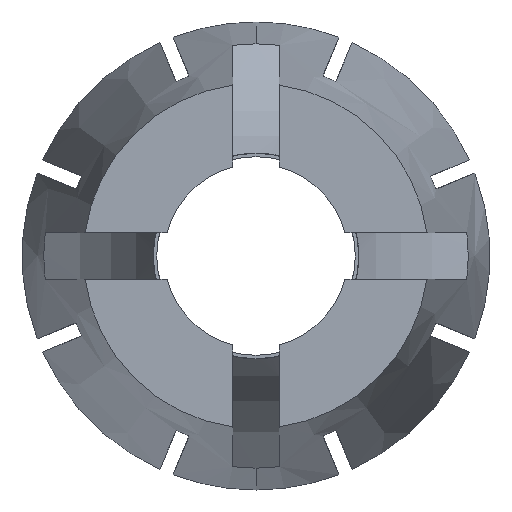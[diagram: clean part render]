
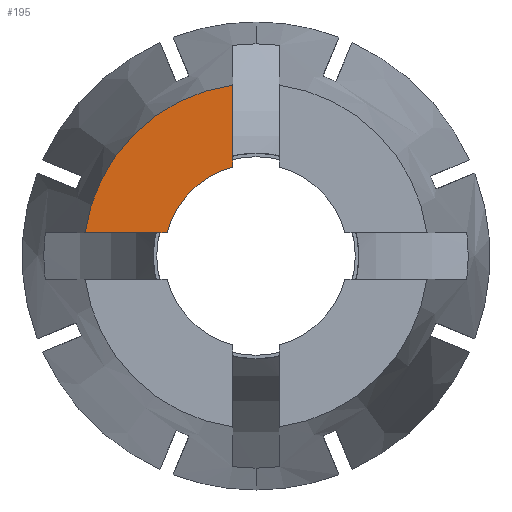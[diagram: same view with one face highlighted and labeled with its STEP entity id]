
A CAD part, left-side view. The second image highlights one B-rep face of the part: STEP entity #195.
In plain terms, the highlighted planar face has unit normal (-1, 0, 0).
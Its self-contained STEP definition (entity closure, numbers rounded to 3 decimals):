
#26 = CARTESIAN_POINT ( 'NONE',  ( -40., 0., 0. ) ) ;
#90 = DIRECTION ( 'NONE',  ( -1., 0., 0. ) ) ;
#195 = ADVANCED_FACE ( 'NONE', ( #2678 ), #410, .T. ) ;
#311 = DIRECTION ( 'NONE',  ( 1., 0., 0. ) ) ;
#347 = DIRECTION ( 'NONE',  ( 0., 0., -1. ) ) ;
#350 = AXIS2_PLACEMENT_3D ( 'NONE', #2207, #311, #2537 ) ;
#355 = EDGE_CURVE ( 'NONE', #2424, #1833, #1444, .T. ) ;
#410 = PLANE ( 'NONE',  #1508 ) ;
#503 = CARTESIAN_POINT ( 'NONE',  ( -40., 6.272, 1.65 ) ) ;
#588 = VECTOR ( 'NONE', #763, 1000. ) ;
#623 = ORIENTED_EDGE ( 'NONE', *, *, #355, .T. ) ;
#763 = DIRECTION ( 'NONE',  ( 0., 0., 1. ) ) ;
#1023 = DIRECTION ( 'NONE',  ( 0., 1., 0. ) ) ;
#1408 = CARTESIAN_POINT ( 'NONE',  ( -40., 1.65, 0. ) ) ;
#1432 = CARTESIAN_POINT ( 'NONE',  ( -40., 1.65, 12.045 ) ) ;
#1444 = LINE ( 'NONE', #1408, #588 ) ;
#1464 = LINE ( 'NONE', #1956, #3052 ) ;
#1508 = AXIS2_PLACEMENT_3D ( 'NONE', #3895, #90, #1988 ) ;
#1562 = VERTEX_POINT ( 'NONE', #503 ) ;
#1827 = CARTESIAN_POINT ( 'NONE',  ( -40., 1.65, 6.272 ) ) ;
#1833 = VERTEX_POINT ( 'NONE', #1432 ) ;
#1918 = ORIENTED_EDGE ( 'NONE', *, *, #3766, .F. ) ;
#1956 = CARTESIAN_POINT ( 'NONE',  ( -40., -12.158, 1.65 ) ) ;
#1988 = DIRECTION ( 'NONE',  ( 0., 0., 1. ) ) ;
#2124 = CARTESIAN_POINT ( 'NONE',  ( -40., 12.045, 1.65 ) ) ;
#2207 = CARTESIAN_POINT ( 'NONE',  ( -40., 0., 0. ) ) ;
#2241 = DIRECTION ( 'NONE',  ( 1., 0., 0. ) ) ;
#2424 = VERTEX_POINT ( 'NONE', #1827 ) ;
#2450 = CIRCLE ( 'NONE', #350, 12.158 ) ;
#2537 = DIRECTION ( 'NONE',  ( 0., 0., -1. ) ) ;
#2538 = AXIS2_PLACEMENT_3D ( 'NONE', #26, #2241, #347 ) ;
#2678 = FACE_OUTER_BOUND ( 'NONE', #3268, .T. ) ;
#2892 = EDGE_CURVE ( 'NONE', #3272, #1833, #2450, .T. ) ;
#3052 = VECTOR ( 'NONE', #1023, 1000. ) ;
#3268 = EDGE_LOOP ( 'NONE', ( #3797, #623, #3534, #1918 ) ) ;
#3272 = VERTEX_POINT ( 'NONE', #2124 ) ;
#3489 = EDGE_CURVE ( 'NONE', #1562, #2424, #3915, .T. ) ;
#3534 = ORIENTED_EDGE ( 'NONE', *, *, #2892, .F. ) ;
#3766 = EDGE_CURVE ( 'NONE', #1562, #3272, #1464, .T. ) ;
#3797 = ORIENTED_EDGE ( 'NONE', *, *, #3489, .T. ) ;
#3895 = CARTESIAN_POINT ( 'NONE',  ( -40., -12.158, 0. ) ) ;
#3915 = CIRCLE ( 'NONE', #2538, 6.485 ) ;
